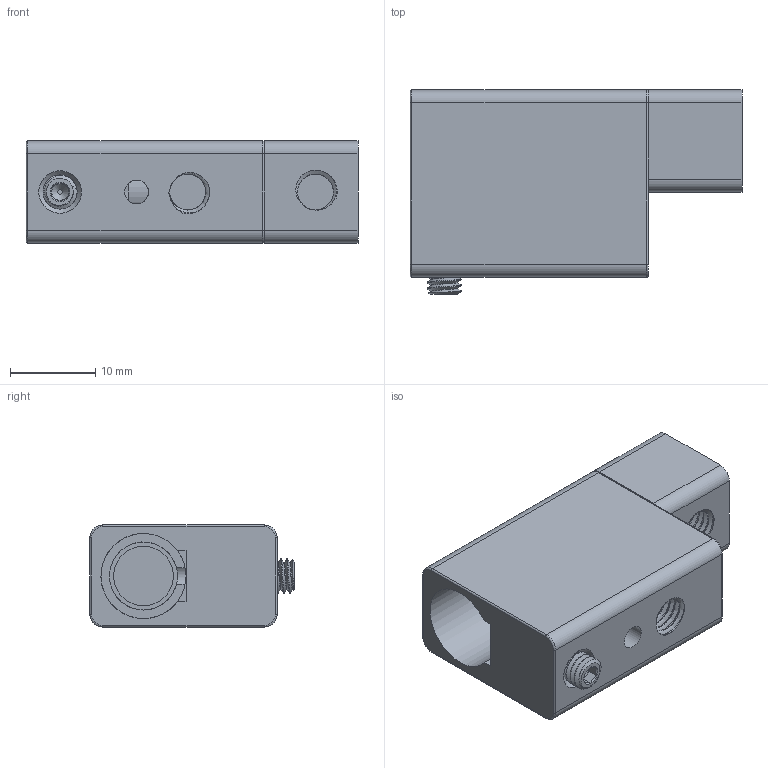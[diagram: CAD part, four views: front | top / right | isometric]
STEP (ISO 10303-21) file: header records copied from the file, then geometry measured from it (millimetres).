
FILE_DESCRIPTION(/* description */ (''),/* implementation_level */ '2;1');
FILE_NAME(/* name */ 'ffd5a72a-b98c-4b0e-ba1a-2aca72e49756.stp',/* time_stamp */ '2019-10-22T12:21:54+00:00',/* author */ (''),/* organization */ (''),/* preprocessor_version */ 'ST-DEVELOPER v18',/* originating_system */ 'Autodesk Translation Framework v8.6.0.1094',/* authorisation */ '');
FILE_SCHEMA (('AUTOMOTIVE_DESIGN { 1 0 10303 214 3 1 1 }'));
Length unit declared in the file: millimetre
Products named in the file (4): Typ P; Set screw M4; Body; Part
Assembly tree (3 placements, depth 2):
  Typ P
    Set screw M4
    Body
    Part
Bounding box: 39 x 24 x 12 mm (x, y, z)
Volume: 7513.8 mm3; surface area: 4689.5 mm2
Topology: 3 solids, 3 shells, 200 faces, 507 edges, 316 vertices
Faces by surface type: cylinder 135, plane 37, cone 11, bspline 9, torus 8
Full cylindrical faces by diameter (mm): 2.8 x1, 3.332 x16, 4 x11, 4.109 x15, 4.234 x31, 5.12 x31, 7 x1, 8 x1, 10 x1
Entity records: 13721 total; most frequent: CARTESIAN_POINT 9227, ORIENTED_EDGE 1012, DIRECTION 759, EDGE_CURVE 506, VERTEX_POINT 316, AXIS2_PLACEMENT_3D 286, B_SPLINE_CURVE_WITH_KNOTS 224, EDGE_LOOP 208
